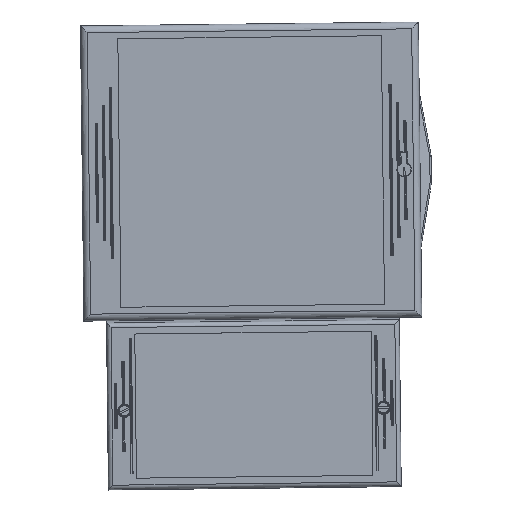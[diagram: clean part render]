
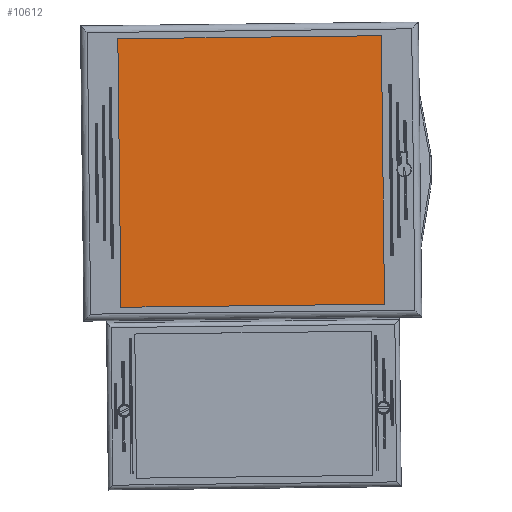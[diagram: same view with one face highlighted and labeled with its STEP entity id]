
A CAD part, top view. The second image highlights one B-rep face of the part: STEP entity #10612.
In plain terms, the highlighted planar face has unit normal (0, 0, 1).
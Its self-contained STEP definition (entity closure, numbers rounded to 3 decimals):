
#10510=CARTESIAN_POINT('',(-69.971,176.432,16.5));
#10511=VERTEX_POINT('',#10510);
#10512=CARTESIAN_POINT('',(-69.971,57.232,16.5));
#10513=VERTEX_POINT('',#10512);
#10514=CARTESIAN_POINT('',(-69.971,176.432,16.5));
#10515=DIRECTION('',(0.0,-1.0,0.0));
#10516=VECTOR('',#10515,119.2);
#10517=LINE('',#10514,#10516);
#10518=EDGE_CURVE('',#10511,#10513,#10517,.T.);
#10541=CARTESIAN_POINT('',(47.029,57.232,16.5));
#10542=VERTEX_POINT('',#10541);
#10543=CARTESIAN_POINT('',(-69.971,57.232,16.5));
#10544=DIRECTION('',(1.0,0.0,0.0));
#10545=VECTOR('',#10544,117.0);
#10546=LINE('',#10543,#10545);
#10547=EDGE_CURVE('',#10513,#10542,#10546,.T.);
#10565=CARTESIAN_POINT('',(47.029,176.432,16.5));
#10566=VERTEX_POINT('',#10565);
#10567=CARTESIAN_POINT('',(47.029,57.232,16.5));
#10568=DIRECTION('',(0.0,1.0,0.0));
#10569=VECTOR('',#10568,119.2);
#10570=LINE('',#10567,#10569);
#10571=EDGE_CURVE('',#10542,#10566,#10570,.T.);
#10589=CARTESIAN_POINT('',(47.029,176.432,16.5));
#10590=DIRECTION('',(-1.0,0.0,0.0));
#10591=VECTOR('',#10590,117.);
#10592=LINE('',#10589,#10591);
#10593=EDGE_CURVE('',#10566,#10511,#10592,.T.);
#10601=CARTESIAN_POINT('',(-11.471,116.832,16.5));
#10602=DIRECTION('',(0.0,0.0,1.0));
#10603=DIRECTION('',(1.0,0.0,0.0));
#10604=AXIS2_PLACEMENT_3D('',#10601,#10602,#10603);
#10605=PLANE('',#10604);
#10606=ORIENTED_EDGE('',*,*,#10518,.T.);
#10607=ORIENTED_EDGE('',*,*,#10547,.T.);
#10608=ORIENTED_EDGE('',*,*,#10571,.T.);
#10609=ORIENTED_EDGE('',*,*,#10593,.T.);
#10610=EDGE_LOOP('',(#10606,#10607,#10608,#10609));
#10611=FACE_OUTER_BOUND('',#10610,.T.);
#10612=ADVANCED_FACE('',(#10611),#10605,.T.);
